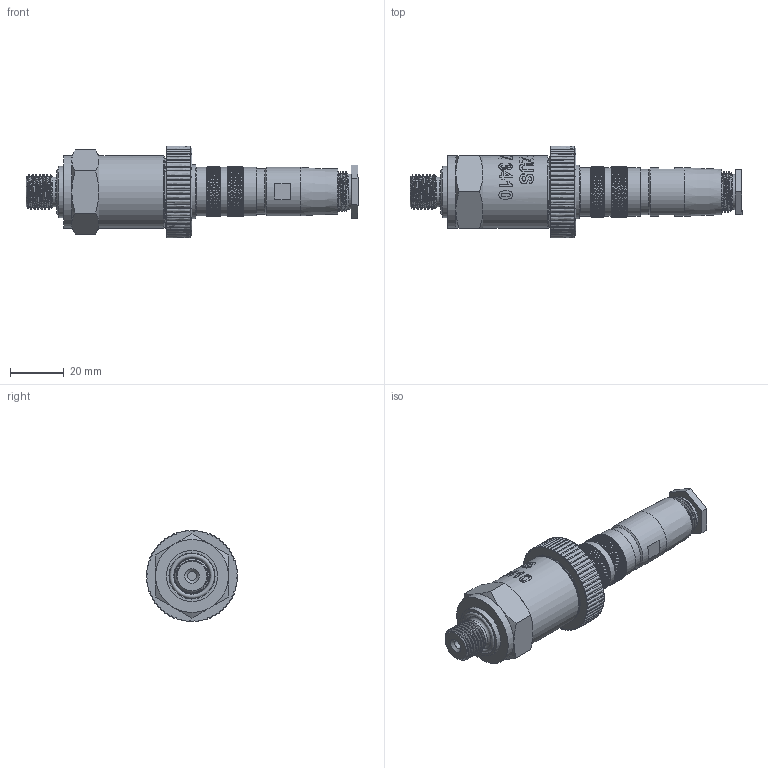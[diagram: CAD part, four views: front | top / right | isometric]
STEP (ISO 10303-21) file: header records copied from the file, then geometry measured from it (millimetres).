
FILE_DESCRIPTION(/* description */ (''),/* implementation_level */ '2;1');
FILE_NAME(/* name */ 'APZ3410_5_Binder723.step',/* time_stamp */ '2021-06-25T13:23:02+03:00',/* author */ (''),/* organization */ (''),/* preprocessor_version */ 'ST-DEVELOPER v18.1',/* originating_system */ 'Autodesk Translation Framework v10.9.0.1377',/* authorisation */ '');
FILE_SCHEMA (('AUTOMOTIVE_DESIGN { 1 0 10303 214 3 1 1 }'));
Products named in the file (7): апз3410_filled; OMAL nut M27x1.5 v8; Binder 723 assembly v4; Binder 723 female v10; Binder 723 male v8; Ш100.000.005 v4; G 1/4 DIN
Assembly tree (6 placements, depth 3):
  апз3410_filled
    OMAL nut M27x1.5 v8
    Binder 723 assembly v4
      Binder 723 female v10
      Binder 723 male v8
    Ш100.000.005 v4
    G 1/4 DIN
Bounding box: 123.07 x 34 x 34 mm (x, y, z)
Volume: 46342.7 mm3; surface area: 20438.6 mm2
Topology: 8 solids, 8 shells, 3504 faces, 8862 edges, 5796 vertices
Faces by surface type: plane 2151, cylinder 618, bspline 425, cone 302, torus 8
Full cylindrical faces by diameter (mm): 1 x15, 1.5 x5, 3.3 x1, 10 x1, 11 x1, 11.445 x6, 11.8 x1, 12 x1, 13 x1, 13.5 x2, 13.741 x3, 14.884 x2, 15.044 x5, 15.2 x1, 15.908 x4, 16.7 x1, 16.8 x1, 17.044 x7, 17.283 x6, 17.6 x1, 17.908 x7, 18 x4, 18.124 x7, 18.161 x2, 19 x1, 20 x1, 21.4 x2, 22.3 x1, 24.5 x1, 25.132 x4
Entity records: 132527 total; most frequent: CARTESIAN_POINT 48827, DIRECTION 17849, ORIENTED_EDGE 17724, EDGE_CURVE 8862, AXIS2_PLACEMENT_3D 7712, VERTEX_POINT 5796, EDGE_LOOP 3934, ELLIPSE 3870
